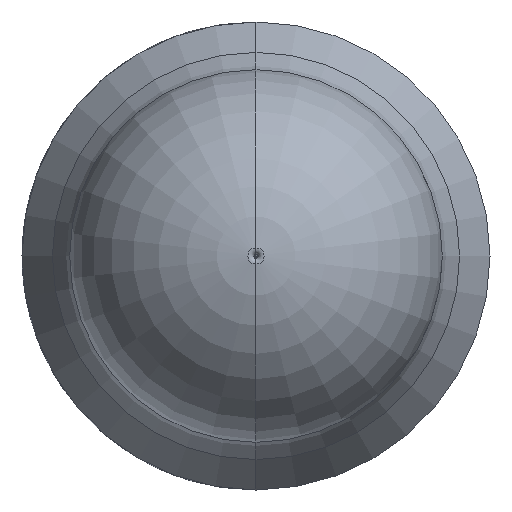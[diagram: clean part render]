
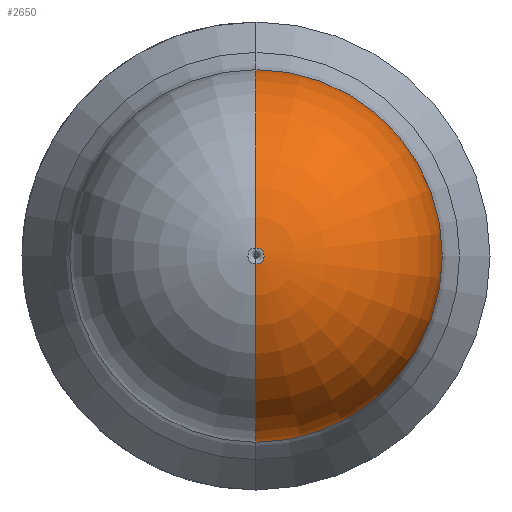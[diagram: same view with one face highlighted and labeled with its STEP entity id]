
A CAD part, left-side view. The second image highlights one B-rep face of the part: STEP entity #2650.
In plain terms, the highlighted toroidal (fillet/blend) face has major radius 0.019 mm and minor radius 9.972 mm.
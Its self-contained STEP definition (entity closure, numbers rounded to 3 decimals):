
#99 = TOROIDAL_SURFACE ( 'NONE', #225, -0.019, 9.972 ) ;
#111 = DIRECTION ( 'NONE',  ( 0., 0., 1. ) ) ;
#124 = DIRECTION ( 'NONE',  ( 0., 0., 1. ) ) ;
#145 = DIRECTION ( 'NONE',  ( 0., 1., 0. ) ) ;
#178 = VERTEX_POINT ( 'NONE', #2366 ) ;
#225 = AXIS2_PLACEMENT_3D ( 'NONE', #2528, #1578, #2796 ) ;
#283 = VERTEX_POINT ( 'NONE', #3389 ) ;
#326 = DIRECTION ( 'NONE',  ( -1., 0., 0. ) ) ;
#365 = EDGE_CURVE ( 'NONE', #178, #283, #3361, .T. ) ;
#531 = ORIENTED_EDGE ( 'NONE', *, *, #3726, .F. ) ;
#537 = VERTEX_POINT ( 'NONE', #1956 ) ;
#746 = CARTESIAN_POINT ( 'NONE',  ( 10., 0., 0.019 ) ) ;
#894 = CIRCLE ( 'NONE', #2416, 9.954 ) ;
#912 = DIRECTION ( 'NONE',  ( 0., 0., 1. ) ) ;
#968 = CARTESIAN_POINT ( 'NONE',  ( 10., 0., -0.019 ) ) ;
#1028 = DIRECTION ( 'NONE',  ( -1., 0., 0. ) ) ;
#1114 = EDGE_CURVE ( 'NONE', #537, #178, #894, .T. ) ;
#1245 = DIRECTION ( 'NONE',  ( 0., 0., -1. ) ) ;
#1283 = DIRECTION ( 'NONE',  ( 0., -1., 0. ) ) ;
#1344 = ORIENTED_EDGE ( 'NONE', *, *, #1114, .T. ) ;
#1475 = CARTESIAN_POINT ( 'NONE',  ( 10., 0., 0. ) ) ;
#1578 = DIRECTION ( 'NONE',  ( -1., 0., 0. ) ) ;
#1591 = EDGE_LOOP ( 'NONE', ( #531, #1344, #3623, #3504 ) ) ;
#1701 = EDGE_CURVE ( 'NONE', #1844, #283, #3121, .T. ) ;
#1844 = VERTEX_POINT ( 'NONE', #1911 ) ;
#1911 = CARTESIAN_POINT ( 'NONE',  ( 0.038, 0., -0.432 ) ) ;
#1956 = CARTESIAN_POINT ( 'NONE',  ( 10., 0., -9.954 ) ) ;
#2366 = CARTESIAN_POINT ( 'NONE',  ( 10., 0., 9.954 ) ) ;
#2416 = AXIS2_PLACEMENT_3D ( 'NONE', #1475, #326, #912 ) ;
#2528 = CARTESIAN_POINT ( 'NONE',  ( 10., 0., 0. ) ) ;
#2536 = AXIS2_PLACEMENT_3D ( 'NONE', #3755, #1028, #111 ) ;
#2650 = ADVANCED_FACE ( 'NONE', ( #3609 ), #99, .T. ) ;
#2796 = DIRECTION ( 'NONE',  ( 0., 0., 1. ) ) ;
#3121 = CIRCLE ( 'NONE', #2536, 0.432 ) ;
#3361 = CIRCLE ( 'NONE', #3855, 9.972 ) ;
#3389 = CARTESIAN_POINT ( 'NONE',  ( 0.038, 0., 0.432 ) ) ;
#3422 = CIRCLE ( 'NONE', #3677, 9.972 ) ;
#3504 = ORIENTED_EDGE ( 'NONE', *, *, #1701, .F. ) ;
#3609 = FACE_OUTER_BOUND ( 'NONE', #1591, .T. ) ;
#3623 = ORIENTED_EDGE ( 'NONE', *, *, #365, .T. ) ;
#3677 = AXIS2_PLACEMENT_3D ( 'NONE', #746, #145, #124 ) ;
#3726 = EDGE_CURVE ( 'NONE', #537, #1844, #3422, .T. ) ;
#3755 = CARTESIAN_POINT ( 'NONE',  ( 0.038, 0., 0. ) ) ;
#3855 = AXIS2_PLACEMENT_3D ( 'NONE', #968, #1283, #1245 ) ;
